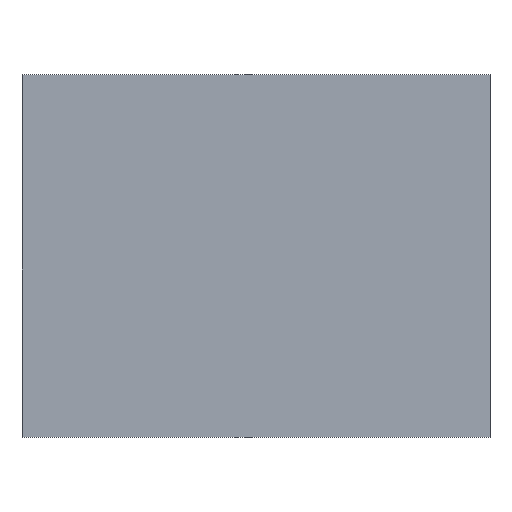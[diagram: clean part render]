
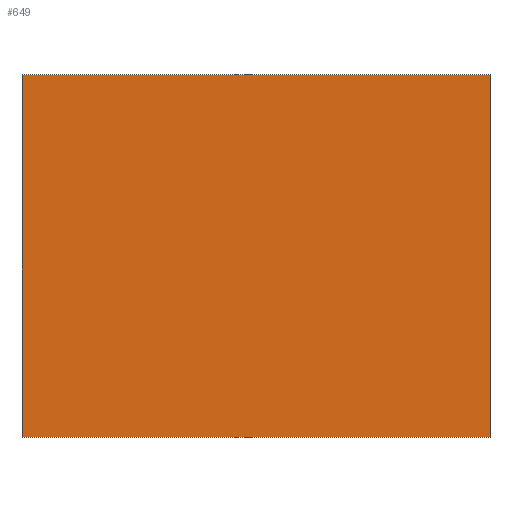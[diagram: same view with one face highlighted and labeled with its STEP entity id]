
A CAD part, top view. The second image highlights one B-rep face of the part: STEP entity #649.
In plain terms, the highlighted face is planar.
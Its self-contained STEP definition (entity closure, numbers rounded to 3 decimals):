
#19=LINE('',#1207,#31);
#22=LINE('',#1213,#34);
#25=LINE('',#1219,#37);
#28=LINE('',#1223,#40);
#31=VECTOR('',#996,10.);
#34=VECTOR('',#1001,10.);
#37=VECTOR('',#1006,10.);
#40=VECTOR('',#1011,10.);
#45=PLANE('',#805);
#188=FACE_OUTER_BOUND('',#239,.T.);
#239=EDGE_LOOP('',(#547,#548,#549,#550));
#378=VERTEX_POINT('',#1204);
#379=VERTEX_POINT('',#1206);
#381=VERTEX_POINT('',#1212);
#383=VERTEX_POINT('',#1218);
#431=EDGE_CURVE('',#379,#378,#19,.T.);
#434=EDGE_CURVE('',#381,#379,#22,.T.);
#437=EDGE_CURVE('',#383,#381,#25,.T.);
#440=EDGE_CURVE('',#378,#383,#28,.T.);
#547=ORIENTED_EDGE('',*,*,#440,.T.);
#548=ORIENTED_EDGE('',*,*,#437,.T.);
#549=ORIENTED_EDGE('',*,*,#434,.T.);
#550=ORIENTED_EDGE('',*,*,#431,.T.);
#649=ADVANCED_FACE('',(#188),#45,.T.);
#805=AXIS2_PLACEMENT_3D('',#1224,#1012,#1013);
#996=DIRECTION('',(0.,0.,-1.));
#1001=DIRECTION('',(1.,0.,0.));
#1006=DIRECTION('',(0.,0.,1.));
#1011=DIRECTION('',(-1.,0.,0.));
#1012=DIRECTION('center_axis',(0.,1.,0.));
#1013=DIRECTION('ref_axis',(0.,0.,1.));
#1204=CARTESIAN_POINT('',(25.581,0.468,16.086));
#1206=CARTESIAN_POINT('',(25.581,0.468,18.785));
#1207=CARTESIAN_POINT('',(25.581,0.468,18.785));
#1212=CARTESIAN_POINT('',(22.1,0.468,18.785));
#1213=CARTESIAN_POINT('',(22.1,0.468,18.785));
#1218=CARTESIAN_POINT('',(22.1,0.468,16.086));
#1219=CARTESIAN_POINT('',(22.1,0.468,16.086));
#1223=CARTESIAN_POINT('',(25.581,0.468,16.086));
#1224=CARTESIAN_POINT('Origin',(23.84,0.468,17.436));
